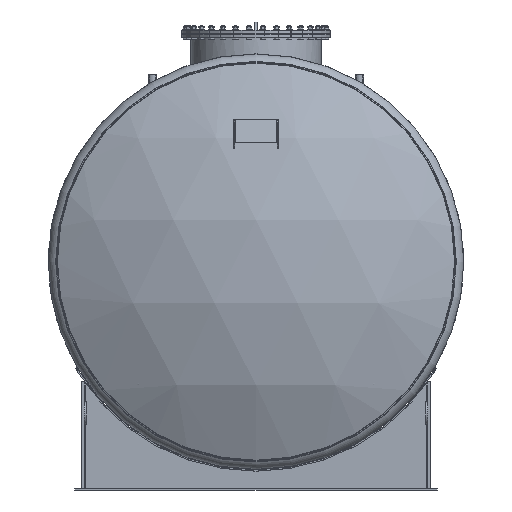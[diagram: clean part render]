
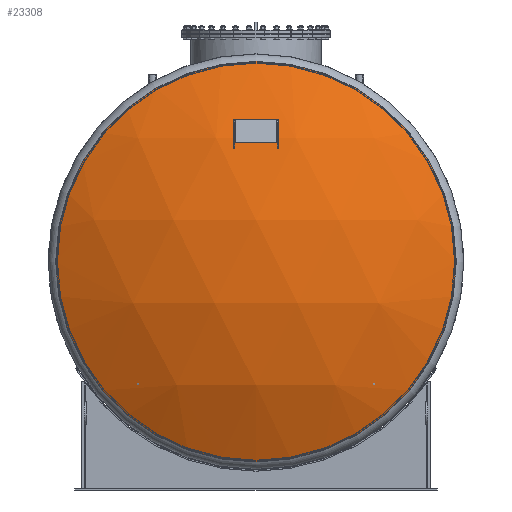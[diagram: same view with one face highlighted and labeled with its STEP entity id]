
A CAD part, left-side view. The second image highlights one B-rep face of the part: STEP entity #23308.
In plain terms, the highlighted spherical face has radius 2011 mm.
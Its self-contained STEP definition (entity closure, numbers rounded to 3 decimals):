
#1154=SPHERICAL_SURFACE('',#25236,2011.);
#1606=CIRCLE('',#25234,967.72);
#3444=FACE_OUTER_BOUND('',#5033,.T.);
#5033=EDGE_LOOP('',(#15347));
#9758=VERTEX_POINT('',#34759);
#11889=EDGE_CURVE('',#9758,#9758,#1606,.T.);
#15347=ORIENTED_EDGE('',*,*,#11889,.T.);
#23308=ADVANCED_FACE('',(#3444),#1154,.T.);
#25234=AXIS2_PLACEMENT_3D('',#34760,#28070,#28071);
#25236=AXIS2_PLACEMENT_3D('',#34762,#28074,#28075);
#28070=DIRECTION('center_axis',(-1.,0.,0.));
#28071=DIRECTION('ref_axis',(0.,-1.,0.));
#28074=DIRECTION('center_axis',(0.,0.,1.));
#28075=DIRECTION('ref_axis',(0.,-1.,0.));
#34759=CARTESIAN_POINT('',(-2030.304,0.,967.72));
#34760=CARTESIAN_POINT('Origin',(-2030.304,0.,
0.));
#34762=CARTESIAN_POINT('Origin',(-267.454,0.,
0.));
